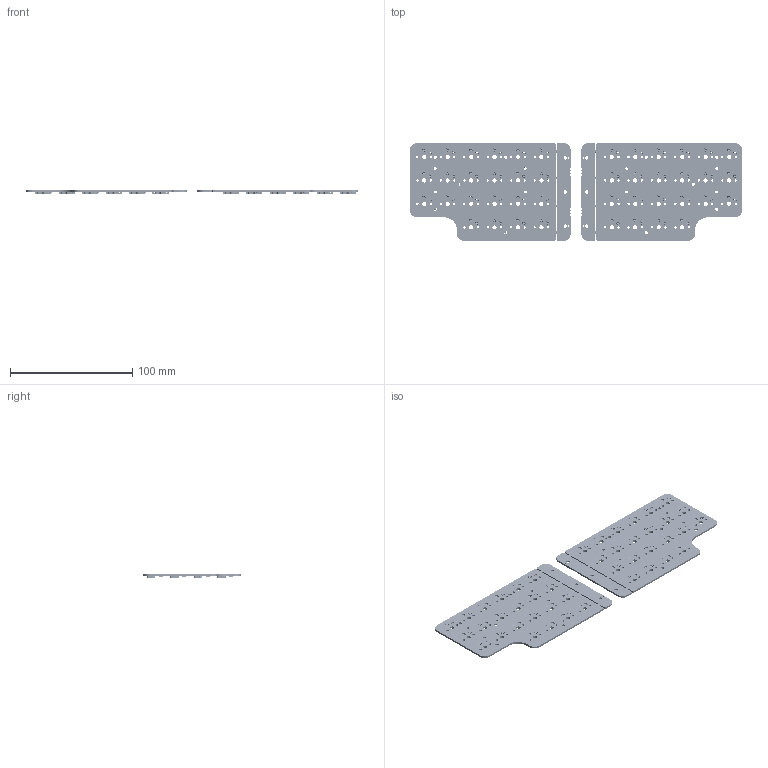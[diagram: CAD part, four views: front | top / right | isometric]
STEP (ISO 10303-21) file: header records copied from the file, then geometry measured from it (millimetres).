
FILE_DESCRIPTION(('KiCad electronic assembly'),'2;1');
FILE_NAME('le-board.step','2025-04-26T10:34:53',('Pcbnew'),('Kicad'), 'Open CASCADE STEP processor 7.8','KiCad to STEP converter','Unknown' );
FILE_SCHEMA(('AUTOMOTIVE_DESIGN { 1 0 10303 214 1 1 1 1 }'));
Length unit declared in the file: millimetre
Products named in the file (7): le-board 1; SW_Hotswap_Kailh_Choc_V1; SW_Hotswap_Kailh_Choc_v1; D_SOD-123; D_SOD_123; le-board_PCB_1; le-board_PCB_2
Assembly tree (92 placements, depth 3):
  le-board 1
    SW_Hotswap_Kailh_Choc_V1  x44
      SW_Hotswap_Kailh_Choc_v1
    D_SOD-123  x44
      D_SOD_123
    le-board_PCB_1
    le-board_PCB_2
Bounding box: 271.8 x 79.8 x 3.42 mm (x, y, z)
Volume: 32344.1 mm3; surface area: 54268.2 mm2
Topology: 178 solids, 178 shells, 24539 faces, 64849 edges, 41282 vertices
Faces by surface type: plane 16135, cylinder 5676, bspline 2552, cone 176
Full cylindrical faces by diameter (mm): 1.3 x4, 1.9 x88, 2.3 x8, 2.7 x16, 3.05 x88, 3.45 x44
Entity records: 36734 total; most frequent: CARTESIAN_POINT 7290, ORIENTED_EDGE 5170, DIRECTION 5034, EDGE_CURVE 2585, AXIS2_PLACEMENT_3D 1713, VERTEX_POINT 1679, LINE 1608, VECTOR 1608
